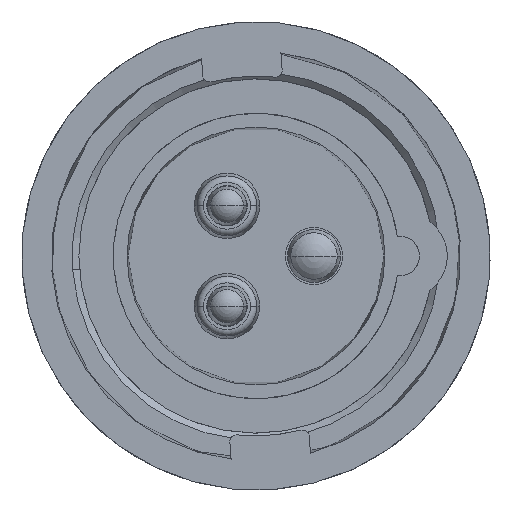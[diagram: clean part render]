
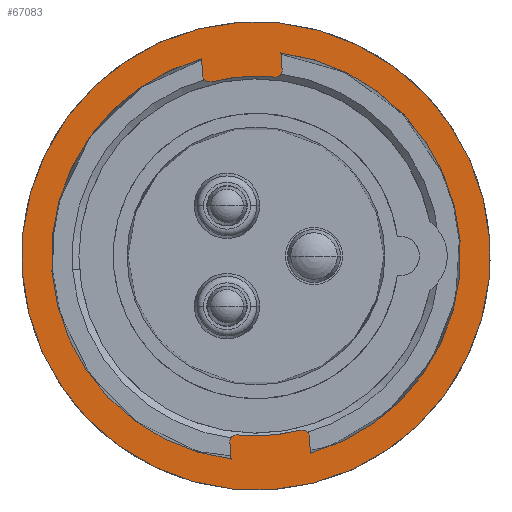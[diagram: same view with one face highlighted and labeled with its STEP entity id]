
A CAD part, front view. The second image highlights one B-rep face of the part: STEP entity #67083.
In plain terms, the highlighted planar face has unit normal (0, -1, 0).
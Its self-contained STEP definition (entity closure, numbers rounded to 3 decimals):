
#63332=CARTESIAN_POINT('',(0.,26.051,
0.));
#63333=DIRECTION('',(0.,1.,0.));
#63334=DIRECTION('',(0.121,0.,0.993));
#63335=AXIS2_PLACEMENT_3D('',#63332,#63333,#63334);
#63350=CARTESIAN_POINT('',(-3.751,26.051,
-30.642));
#63352=CARTESIAN_POINT('',(0.,26.051,
0.));
#63353=DIRECTION('',(0.,1.,0.));
#63354=DIRECTION('',(-0.121,0.,-0.993));
#63355=AXIS2_PLACEMENT_3D('',#63352,#63353,#63354);
#63414=CARTESIAN_POINT('',(-8.217,26.051,
29.757));
#63416=DIRECTION('',(0.074,0.,-0.997));
#63417=VECTOR('',#63416,2.58);
#63418=CARTESIAN_POINT('',(-8.217,26.051,
29.757));
#63419=LINE('',#63418,#63417);
#63420=CARTESIAN_POINT('',(0.,26.051,
0.));
#63421=DIRECTION('',(0.,-1.,0.));
#63422=DIRECTION('',(-0.997,0.,-0.074));
#63423=AXIS2_PLACEMENT_3D('',#63420,#63421,#63422);
#63425=CARTESIAN_POINT('',(0.,26.051,
0.));
#63426=DIRECTION('',(0.,1.,0.));
#63427=DIRECTION('',(-0.997,0.,-0.074));
#63428=AXIS2_PLACEMENT_3D('',#63425,#63426,#63427);
#63430=CARTESIAN_POINT('',(2.943,26.051,27.996));
#63431=DIRECTION('',(0.,-1.,0.));
#63432=DIRECTION('',(-0.105,0.,-0.995));
#63433=AXIS2_PLACEMENT_3D('',#63430,#63431,#63432);
#63435=CARTESIAN_POINT('',(0.,26.051,
0.));
#63436=DIRECTION('',(0.,1.,0.));
#63437=DIRECTION('',(-0.25,0.,0.968));
#63438=AXIS2_PLACEMENT_3D('',#63435,#63436,#63437);
#63440=CARTESIAN_POINT('',(-7.029,26.051,
27.258));
#63441=DIRECTION('',(0.,-1.,0.));
#63442=DIRECTION('',(-0.997,0.,-0.074));
#63443=AXIS2_PLACEMENT_3D('',#63440,#63441,#63442);
#63445=CARTESIAN_POINT('',(-2.943,26.051,
-27.996));
#63446=DIRECTION('',(0.,-1.,0.));
#63447=DIRECTION('',(0.105,0.,0.995));
#63448=AXIS2_PLACEMENT_3D('',#63445,#63446,#63447);
#63450=CARTESIAN_POINT('',(0.,26.051,
0.));
#63451=DIRECTION('',(0.,-1.,0.));
#63452=DIRECTION('',(-0.105,0.,-0.995));
#63453=AXIS2_PLACEMENT_3D('',#63450,#63451,#63452);
#63455=CARTESIAN_POINT('',(7.029,26.051,
-27.258));
#63456=DIRECTION('',(0.,-1.,0.));
#63457=DIRECTION('',(0.997,0.,0.074));
#63458=AXIS2_PLACEMENT_3D('',#63455,#63456,#63457);
#66350=DIRECTION('',(-0.074,0.,0.997));
#66351=VECTOR('',#66350,2.58);
#66352=CARTESIAN_POINT('',(3.941,26.051,28.069));
#66353=LINE('',#66352,#66351);
#66357=CARTESIAN_POINT('',(3.751,26.051,30.642));
#66363=DIRECTION('',(0.074,0.,-0.997));
#66364=VECTOR('',#66363,2.58);
#66365=CARTESIAN_POINT('',(-3.941,26.051,
-28.069));
#66366=LINE('',#66365,#66364);
#66420=CARTESIAN_POINT('',(8.217,26.051,
-29.757));
#66422=DIRECTION('',(-0.074,0.,0.997));
#66423=VECTOR('',#66422,2.58);
#66424=CARTESIAN_POINT('',(8.217,26.051,
-29.757));
#66425=LINE('',#66424,#66423);
#66438=CARTESIAN_POINT('',(2.839,26.051,27.001));
#66440=VERTEX_POINT('',#66438);
#66442=CARTESIAN_POINT('',(3.941,26.051,28.069));
#66443=VERTEX_POINT('',#66442);
#66446=CARTESIAN_POINT('',(-8.027,26.051,
27.184));
#66448=VERTEX_POINT('',#66446);
#66450=CARTESIAN_POINT('',(-6.78,26.051,
26.29));
#66451=VERTEX_POINT('',#66450);
#66454=CARTESIAN_POINT('',(-2.839,26.051,
-27.001));
#66455=CARTESIAN_POINT('',(-3.941,26.051,
-28.069));
#66456=VERTEX_POINT('',#66454);
#66457=VERTEX_POINT('',#66455);
#66461=CARTESIAN_POINT('',(8.027,26.051,
-27.184));
#66462=CARTESIAN_POINT('',(6.78,26.051,
-26.29));
#66463=VERTEX_POINT('',#66461);
#66464=VERTEX_POINT('',#66462);
#66470=CARTESIAN_POINT('',(-35.254,26.051,
-2.607));
#66471=CARTESIAN_POINT('',(35.254,26.051,2.607));
#66472=VERTEX_POINT('',#66470);
#66473=VERTEX_POINT('',#66471);
#66521=VERTEX_POINT('',#66357);
#66523=VERTEX_POINT('',#63414);
#66525=VERTEX_POINT('',#66420);
#66531=VERTEX_POINT('',#63350);
#67050=CARTESIAN_POINT('',(0.,26.051,
0.));
#67051=DIRECTION('',(0.,-1.,0.));
#67052=DIRECTION('',(-0.997,0.,-0.074));
#67053=AXIS2_PLACEMENT_3D('',#67050,#67051,#67052);
#67054=PLANE('',#67053);
#67056=ORIENTED_EDGE('',*,*,#67055,.F.);
#67058=ORIENTED_EDGE('',*,*,#67057,.T.);
#67059=EDGE_LOOP('',(#67056,#67058));
#67060=FACE_OUTER_BOUND('',#67059,.F.);
#67062=ORIENTED_EDGE('',*,*,#67061,.F.);
#67064=ORIENTED_EDGE('',*,*,#67063,.F.);
#67065=ORIENTED_EDGE('',*,*,#67029,.F.);
#67066=ORIENTED_EDGE('',*,*,#67045,.F.);
#67067=ORIENTED_EDGE('',*,*,#66976,.F.);
#67069=ORIENTED_EDGE('',*,*,#67068,.F.);
#67071=ORIENTED_EDGE('',*,*,#67070,.F.);
#67073=ORIENTED_EDGE('',*,*,#67072,.T.);
#67075=ORIENTED_EDGE('',*,*,#67074,.F.);
#67077=ORIENTED_EDGE('',*,*,#67076,.F.);
#67078=ORIENTED_EDGE('',*,*,#66966,.F.);
#67080=ORIENTED_EDGE('',*,*,#67079,.F.);
#67081=EDGE_LOOP('',(#67062,#67064,#67065,#67066,#67067,#67069,#67071,#67073,
#67075,#67077,#67078,#67080));
#67082=FACE_BOUND('',#67081,.F.);
#63336=CIRCLE('',#63335,30.871);
#63356=CIRCLE('',#63355,30.871);
#63424=CIRCLE('',#63423,35.35);
#63429=CIRCLE('',#63428,35.35);
#63434=CIRCLE('',#63433,1.);
#63439=CIRCLE('',#63438,27.15);
#63444=CIRCLE('',#63443,1.);
#63449=CIRCLE('',#63448,1.);
#63454=CIRCLE('',#63453,27.15);
#63459=CIRCLE('',#63458,1.);
#66966=EDGE_CURVE('',#66521,#66525,#63336,.T.);
#66976=EDGE_CURVE('',#66531,#66523,#63356,.T.);
#67029=EDGE_CURVE('',#66448,#66451,#63444,.T.);
#67045=EDGE_CURVE('',#66523,#66448,#63419,.T.);
#67055=EDGE_CURVE('',#66472,#66473,#63424,.T.);
#67057=EDGE_CURVE('',#66472,#66473,#63429,.T.);
#67061=EDGE_CURVE('',#66440,#66443,#63434,.T.);
#67063=EDGE_CURVE('',#66451,#66440,#63439,.T.);
#67068=EDGE_CURVE('',#66457,#66531,#66366,.T.);
#67070=EDGE_CURVE('',#66456,#66457,#63449,.T.);
#67072=EDGE_CURVE('',#66456,#66464,#63454,.T.);
#67074=EDGE_CURVE('',#66463,#66464,#63459,.T.);
#67076=EDGE_CURVE('',#66525,#66463,#66425,.T.);
#67079=EDGE_CURVE('',#66443,#66521,#66353,.T.);
#67083=ADVANCED_FACE('',(#67060,#67082),#67054,.T.);
